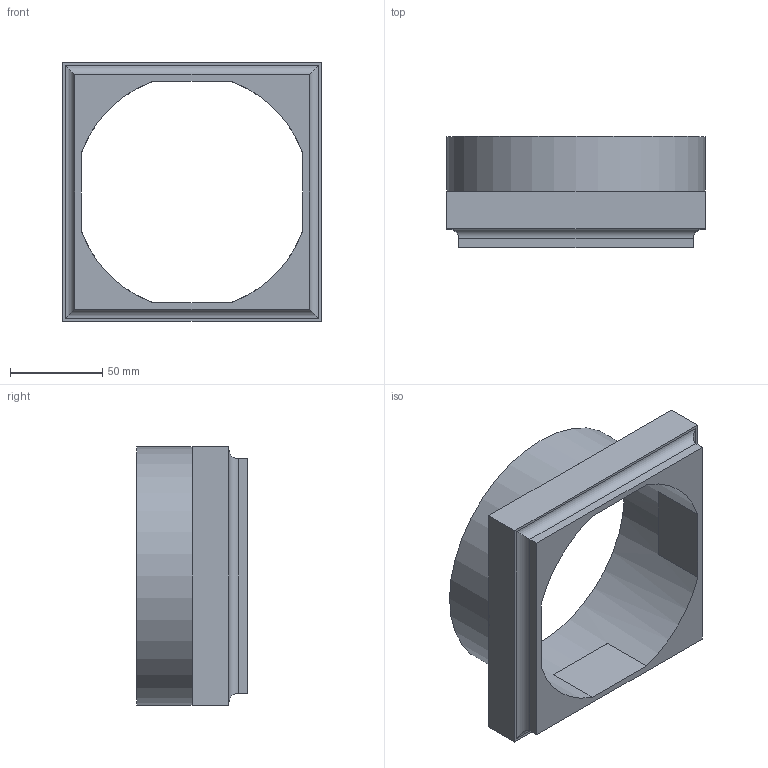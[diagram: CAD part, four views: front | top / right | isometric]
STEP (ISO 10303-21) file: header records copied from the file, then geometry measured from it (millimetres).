
FILE_DESCRIPTION(/* description */ (''),/* implementation_level */ '2;1');
FILE_NAME(/* name */ 'extractorororororor0r0r0r v1.stp',/* time_stamp */ '2021-10-12T21:20:36+01:00',/* author */ (''),/* organization */ (''),/* preprocessor_version */ 'ST-DEVELOPER v18.1',/* originating_system */ 'Autodesk Translation Framework v10.10.0.1391',/* authorisation */ '');
FILE_SCHEMA (('AUTOMOTIVE_DESIGN { 1 0 10303 214 3 1 1 }'));
Length unit declared in the file: millimetre
Products named in the file (1): extractorororororor0r0r0r
Bounding box: 140 x 60 x 140 mm (x, y, z)
Volume: 269524.8 mm3; surface area: 66889.1 mm2
Topology: 1 solids, 1 shells, 29 faces, 69 edges, 43 vertices
Faces by surface type: plane 23, cylinder 6
Full cylindrical faces by diameter (mm): 127 x1, 140 x1
Entity records: 867 total; most frequent: DIRECTION 148, CARTESIAN_POINT 142, ORIENTED_EDGE 138, EDGE_CURVE 69, LINE 50, VECTOR 50, AXIS2_PLACEMENT_3D 49, VERTEX_POINT 43
